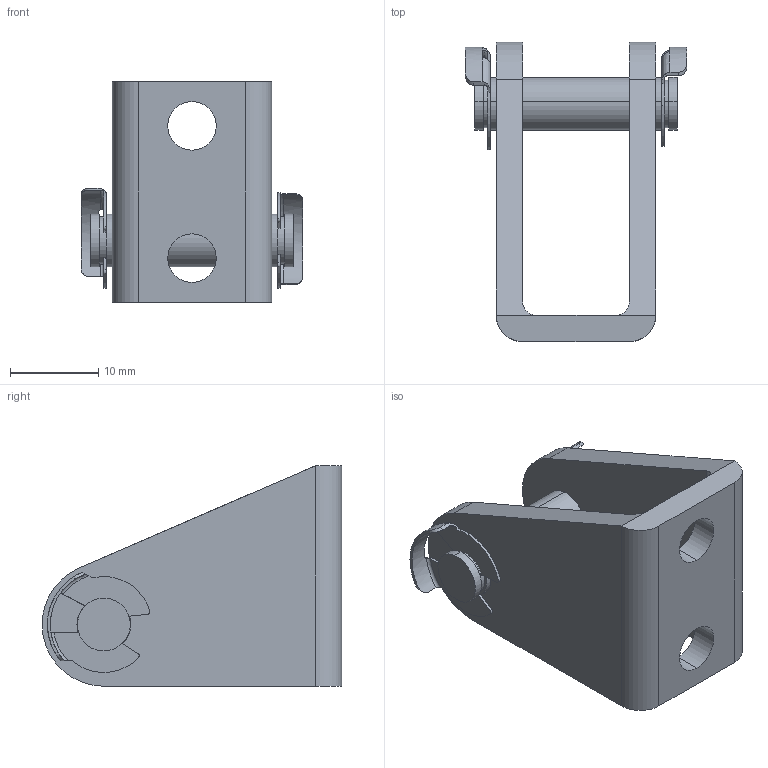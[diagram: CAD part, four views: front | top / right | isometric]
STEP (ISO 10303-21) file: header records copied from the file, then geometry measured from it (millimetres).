
FILE_DESCRIPTION (( 'STEP AP214' ), '1' );
FILE_NAME ('16 EB-SF.STEP', '2010-08-10T14:44:04', ( '' ), ( '' ), 'SwSTEP 2.0', 'SolidWorks 2010', '' );
FILE_SCHEMA (( 'AUTOMOTIVE_DESIGN' ));
Length unit declared in the file: millimetre
Products named in the file (4): 16   EB ; 16  EB PﾝMﾝ; 16  KLÝPS; 16 EB-SF
Assembly tree (4 placements, depth 2):
  16 EB-SF
    16   EB 
    16  EB PﾝMﾝ
    16  KLÝPS  x2
Bounding box: 25.16 x 34 x 25 mm (x, y, z)
Volume: 4978.5 mm3; surface area: 4442 mm2
Topology: 4 solids, 4 shells, 116 faces, 296 edges, 192 vertices
Faces by surface type: cylinder 66, plane 42, torus 8
Entity records: 2676 total; most frequent: CARTESIAN_POINT 539, DIRECTION 446, ORIENTED_EDGE 400, EDGE_CURVE 200, AXIS2_PLACEMENT_3D 177, VERTEX_POINT 130, EDGE_LOOP 92, VECTOR 92
